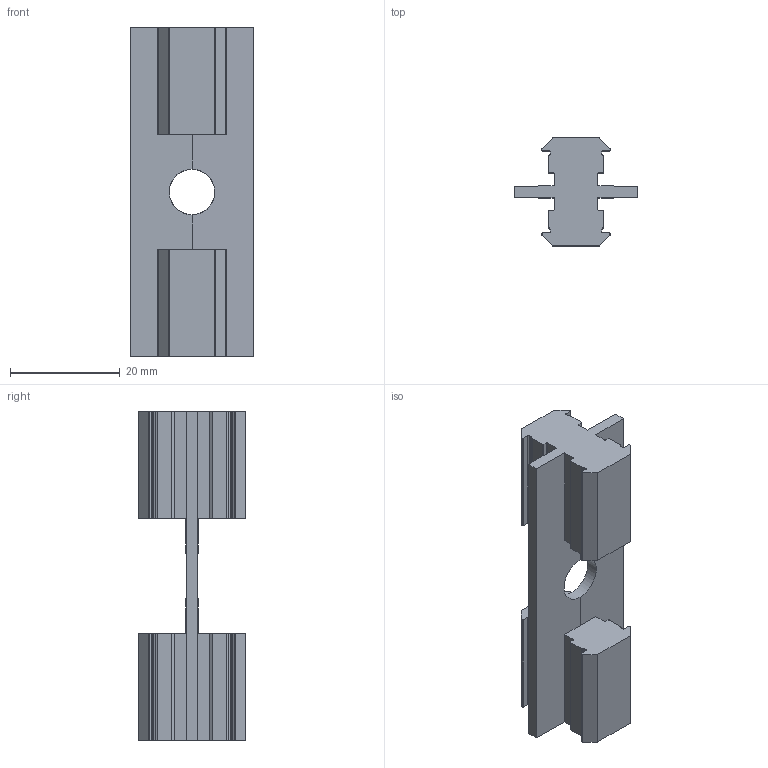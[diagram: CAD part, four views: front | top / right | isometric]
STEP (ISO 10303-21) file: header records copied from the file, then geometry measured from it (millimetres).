
FILE_DESCRIPTION(/* description */ (''),/* implementation_level */ '2;1');
FILE_NAME(/* name */ '1025833.stp',/* time_stamp */ '2024-07-23T14:55:33+02:00',/* author */ ('Bo'),/* organization */ (''),/* preprocessor_version */ 'ST-DEVELOPER v20',/* originating_system */ 'Autodesk Inventor 2025',/* authorisation */ ' ');
FILE_SCHEMA (('AUTOMOTIVE_DESIGN { 1 0 10303 214 3 1 1 }'));
Length unit declared in the file: millimetre
Products named in the file (1): 1025833
Bounding box: 22.4 x 19.6 x 60 mm (x, y, z)
Volume: 6847.8 mm3; surface area: 6888 mm2
Topology: 1 solids, 1 shells, 159 faces, 469 edges, 312 vertices
Faces by surface type: plane 90, cylinder 69
Full cylindrical faces by diameter (mm): 8.3 x1
Entity records: 5383 total; most frequent: CARTESIAN_POINT 941, ORIENTED_EDGE 938, DIRECTION 929, EDGE_CURVE 469, LINE 329, VECTOR 329, VERTEX_POINT 312, AXIS2_PLACEMENT_3D 300
